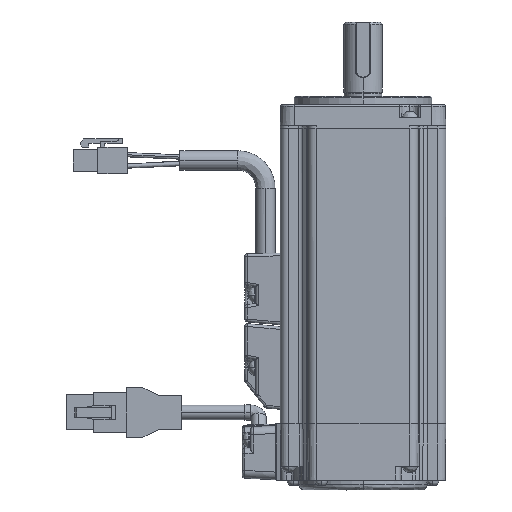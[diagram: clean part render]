
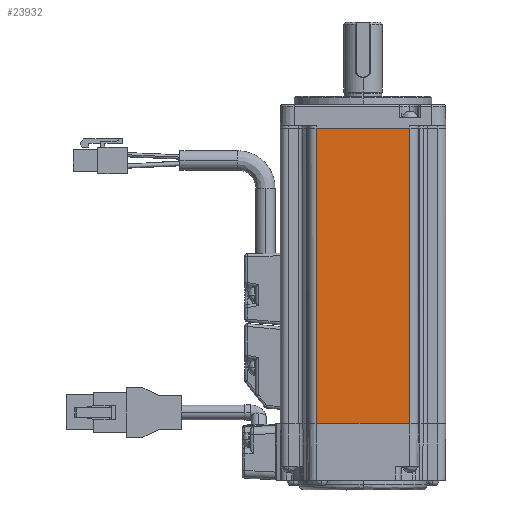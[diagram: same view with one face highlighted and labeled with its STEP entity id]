
A CAD part, left-side view. The second image highlights one B-rep face of the part: STEP entity #23932.
In plain terms, the highlighted planar face has unit normal (-1, 0, 0).
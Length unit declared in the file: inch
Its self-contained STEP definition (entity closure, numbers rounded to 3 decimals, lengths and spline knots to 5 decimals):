
#780 = CARTESIAN_POINT ( 'NONE',  ( -1.18139, 0.66879, 0.27557 ) ) ;
#877 = CARTESIAN_POINT ( 'NONE',  ( -1.18081, -0.6698, 0.27561 ) ) ;
#1031 = VERTEX_POINT ( 'NONE', #4461 ) ;
#2006 = CARTESIAN_POINT ( 'NONE',  ( -1.1811, 0., 2.38583 ) ) ;
#2230 = VERTEX_POINT ( 'NONE', #780 ) ;
#2845 = ORIENTED_EDGE ( 'NONE', *, *, #7671, .T. ) ;
#3611 = CARTESIAN_POINT ( 'NONE',  ( -1.1811, -0.66874, 4.49606 ) ) ;
#4174 = CARTESIAN_POINT ( 'NONE',  ( -1.1811, 0.66892, 4.49606 ) ) ;
#4461 = CARTESIAN_POINT ( 'NONE',  ( -1.1811, 0.66892, 4.49606 ) ) ;
#5773 = CARTESIAN_POINT ( 'NONE',  ( -1.1811, -0.66934, 1.21039 ) ) ;
#6185 = ORIENTED_EDGE ( 'NONE', *, *, #21013, .T. ) ;
#6402 = DIRECTION ( 'NONE',  ( 0., -1., 0. ) ) ;
#6438 = CARTESIAN_POINT ( 'NONE',  ( -1.18139, 0.66879, 0.27557 ) ) ;
#7671 = EDGE_CURVE ( 'NONE', #13440, #25321, #26899, .T. ) ;
#8963 = DIRECTION ( 'NONE',  ( 1., 0., 0. ) ) ;
#10105 = CARTESIAN_POINT ( 'NONE',  ( -1.1811, 0.66892, 4.49606 ) ) ;
#10237 = CARTESIAN_POINT ( 'NONE',  ( -1.1811, -0.00052, 0.27559 ) ) ;
#10889 = CARTESIAN_POINT ( 'NONE',  ( -1.1811, 0.22259, 0.27558 ) ) ;
#10939 = B_SPLINE_CURVE_WITH_KNOTS ( 'NONE', 3,
 ( #12184, #24529, #19645, #10105 ),
 .UNSPECIFIED., .F., .F.,
 ( 4, 4 ),
 ( 0., 1. ),
 .UNSPECIFIED. ) ;
#11341 = PLANE ( 'NONE',  #17324 ) ;
#11747 = EDGE_CURVE ( 'NONE', #1031, #30044, #28425, .T. ) ;
#12184 = CARTESIAN_POINT ( 'NONE',  ( -1.18139, 0.66879, 0.27557 ) ) ;
#13440 = VERTEX_POINT ( 'NONE', #10237 ) ;
#13887 = DIRECTION ( 'NONE',  ( 0., 0., -1. ) ) ;
#15148 = CARTESIAN_POINT ( 'NONE',  ( -1.1811, -0.66898, 2.61721 ) ) ;
#15417 = B_SPLINE_CURVE_WITH_KNOTS ( 'NONE', 3,
 ( #29229, #15148, #5773, #877 ),
 .UNSPECIFIED., .F., .F.,
 ( 4, 4 ),
 ( 0., 1. ),
 .UNSPECIFIED. ) ;
#16989 = VECTOR ( 'NONE', #6402, 39.37008 ) ;
#17072 = CARTESIAN_POINT ( 'NONE',  ( -1.1811, -0.44671, 0.2756 ) ) ;
#17191 = EDGE_CURVE ( 'NONE', #30044, #25321, #15417, .T. ) ;
#17324 = AXIS2_PLACEMENT_3D ( 'NONE', #2006, #8963, #13887 ) ;
#18040 = CARTESIAN_POINT ( 'NONE',  ( -1.1811, 0.44569, 0.27558 ) ) ;
#18807 = FACE_OUTER_BOUND ( 'NONE', #20987, .T. ) ;
#19144 = B_SPLINE_CURVE_WITH_KNOTS ( 'NONE', 3,
 ( #6438, #18040, #10889, #30213 ),
 .UNSPECIFIED., .F., .F.,
 ( 4, 4 ),
 ( 0., 1. ),
 .UNSPECIFIED. ) ;
#19645 = CARTESIAN_POINT ( 'NONE',  ( -1.1811, 0.66888, 3.08923 ) ) ;
#19720 = EDGE_CURVE ( 'NONE', #2230, #1031, #10939, .T. ) ;
#20987 = EDGE_LOOP ( 'NONE', ( #2845, #23352, #25147, #22872, #6185 ) ) ;
#21013 = EDGE_CURVE ( 'NONE', #2230, #13440, #19144, .T. ) ;
#22872 = ORIENTED_EDGE ( 'NONE', *, *, #19720, .F. ) ;
#23352 = ORIENTED_EDGE ( 'NONE', *, *, #17191, .F. ) ;
#23932 = ADVANCED_FACE ( 'NONE', ( #18807 ), #11341, .F. ) ;
#24529 = CARTESIAN_POINT ( 'NONE',  ( -1.1811, 0.66884, 1.6824 ) ) ;
#25147 = ORIENTED_EDGE ( 'NONE', *, *, #11747, .F. ) ;
#25321 = VERTEX_POINT ( 'NONE', #30927 ) ;
#26721 = CARTESIAN_POINT ( 'NONE',  ( -1.1811, -0.00052, 0.27559 ) ) ;
#26899 = B_SPLINE_CURVE_WITH_KNOTS ( 'NONE', 3,
 ( #26721, #29083, #17072, #29398 ),
 .UNSPECIFIED., .F., .F.,
 ( 4, 4 ),
 ( 0., 1. ),
 .UNSPECIFIED. ) ;
#28425 = LINE ( 'NONE', #4174, #16989 ) ;
#29083 = CARTESIAN_POINT ( 'NONE',  ( -1.1811, -0.22361, 0.2756 ) ) ;
#29229 = CARTESIAN_POINT ( 'NONE',  ( -1.1811, -0.66874, 4.49606 ) ) ;
#29398 = CARTESIAN_POINT ( 'NONE',  ( -1.18081, -0.6698, 0.27561 ) ) ;
#30044 = VERTEX_POINT ( 'NONE', #3611 ) ;
#30213 = CARTESIAN_POINT ( 'NONE',  ( -1.1811, -0.00052, 0.27559 ) ) ;
#30927 = CARTESIAN_POINT ( 'NONE',  ( -1.18081, -0.6698, 0.27561 ) ) ;
